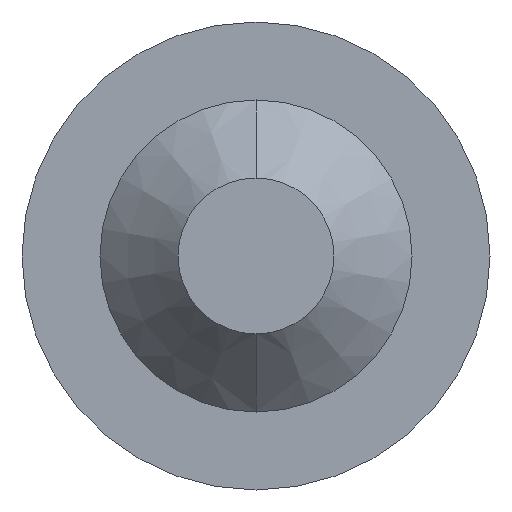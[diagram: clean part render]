
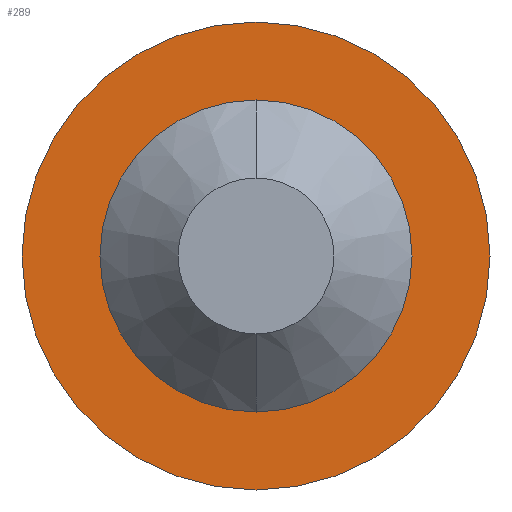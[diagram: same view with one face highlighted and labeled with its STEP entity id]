
A CAD part, front view. The second image highlights one B-rep face of the part: STEP entity #289.
In plain terms, the highlighted planar face has unit normal (0, -1, 0).
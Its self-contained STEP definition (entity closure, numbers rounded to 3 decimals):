
#7 = EDGE_CURVE ( 'Defeature ausgef�hrt1_5+Defeature ausgef�hrt1_3+Defeature ausgef�hrt1_3+Defeature ausgef�hrt1_3', #100, #470, #415, .T. ) ;
#23 = EDGE_CURVE ( 'Defeature ausgef�hrt1_5+Defeature ausgef�hrt1_0+Defeature ausgef�hrt1_0+Defeature ausgef�hrt1_0', #106, #88, #399, .T. ) ;
#33 = AXIS2_PLACEMENT_3D ( 'NONE', #282, #216, #244 ) ;
#53 = ORIENTED_EDGE ( 'NONE', *, *, #23, .T. ) ;
#61 = AXIS2_PLACEMENT_3D ( 'NONE', #319, #166, #370 ) ;
#69 = CARTESIAN_POINT ( 'NONE',  ( 0., 0., 1.5 ) ) ;
#88 = VERTEX_POINT ( 'NONE', #109 ) ;
#96 = EDGE_LOOP ( 'NONE', ( #53, #153 ) ) ;
#100 = VERTEX_POINT ( 'NONE', #69 ) ;
#104 = DIRECTION ( 'NONE',  ( 0., -1., 0. ) ) ;
#106 = VERTEX_POINT ( 'NONE', #366 ) ;
#109 = CARTESIAN_POINT ( 'NONE',  ( 0., 0., -1. ) ) ;
#123 = CIRCLE ( 'NONE', #379, 1.5 ) ;
#126 = DIRECTION ( 'NONE',  ( 0., 0., -1. ) ) ;
#153 = ORIENTED_EDGE ( 'NONE', *, *, #210, .T. ) ;
#166 = DIRECTION ( 'NONE',  ( 0., 1., 0. ) ) ;
#171 = CARTESIAN_POINT ( 'NONE',  ( 0., 0., 0. ) ) ;
#184 = PLANE ( 'NONE',  #441 ) ;
#210 = EDGE_CURVE ( 'Defeature ausgef�hrt1_5+Defeature ausgef�hrt1_0+Defeature ausgef�hrt1_0+Defeature ausgef�hrt1_0', #88, #106, #363, .T. ) ;
#216 = DIRECTION ( 'NONE',  ( 0., 1., 0. ) ) ;
#235 = DIRECTION ( 'NONE',  ( 0., 0., -1. ) ) ;
#244 = DIRECTION ( 'NONE',  ( 0., 0., 1. ) ) ;
#245 = FACE_BOUND ( 'NONE', #96, .T. ) ;
#282 = CARTESIAN_POINT ( 'NONE',  ( 0., 0., 0. ) ) ;
#289 = ADVANCED_FACE ( 'Defeature ausgef�hrt1_5', ( #245, #454 ), #184, .T. ) ;
#319 = CARTESIAN_POINT ( 'NONE',  ( 0., 0., 0. ) ) ;
#323 = ORIENTED_EDGE ( 'NONE', *, *, #7, .T. ) ;
#343 = AXIS2_PLACEMENT_3D ( 'NONE', #445, #401, #235 ) ;
#351 = EDGE_LOOP ( 'NONE', ( #477, #323 ) ) ;
#353 = CARTESIAN_POINT ( 'NONE',  ( 0., 0., -1.5 ) ) ;
#363 = CIRCLE ( 'NONE', #33, 1. ) ;
#366 = CARTESIAN_POINT ( 'NONE',  ( 0., 0., 1. ) ) ;
#370 = DIRECTION ( 'NONE',  ( 0., 0., 1. ) ) ;
#379 = AXIS2_PLACEMENT_3D ( 'NONE', #400, #104, #395 ) ;
#395 = DIRECTION ( 'NONE',  ( 0., 0., -1. ) ) ;
#399 = CIRCLE ( 'NONE', #61, 1. ) ;
#400 = CARTESIAN_POINT ( 'NONE',  ( 0., 0., 0. ) ) ;
#401 = DIRECTION ( 'NONE',  ( 0., -1., 0. ) ) ;
#415 = CIRCLE ( 'NONE', #343, 1.5 ) ;
#426 = EDGE_CURVE ( 'Defeature ausgef�hrt1_5+Defeature ausgef�hrt1_3+Defeature ausgef�hrt1_3+Defeature ausgef�hrt1_3', #470, #100, #123, .T. ) ;
#441 = AXIS2_PLACEMENT_3D ( 'NONE', #171, #493, #126 ) ;
#445 = CARTESIAN_POINT ( 'NONE',  ( 0., 0., 0. ) ) ;
#454 = FACE_OUTER_BOUND ( 'NONE', #351, .T. ) ;
#470 = VERTEX_POINT ( 'NONE', #353 ) ;
#477 = ORIENTED_EDGE ( 'NONE', *, *, #426, .T. ) ;
#493 = DIRECTION ( 'NONE',  ( 0., -1., 0. ) ) ;
